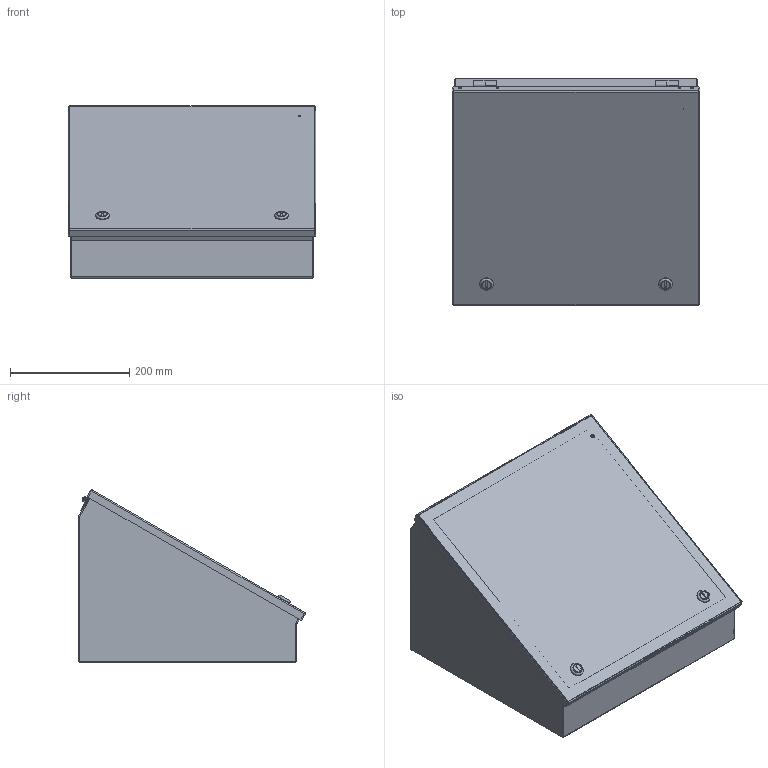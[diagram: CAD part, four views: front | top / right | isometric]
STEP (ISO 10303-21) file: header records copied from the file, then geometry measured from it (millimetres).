
FILE_DESCRIPTION( ( 'Unknown' ), '1' );
FILE_NAME( 'COTS161611.stp', 'Unknown', ( 'Unknown' ), ( 'Unknown' ), 'PSStep 16.0.42', 'Unknown', ' ' );
FILE_SCHEMA( ( 'AUTOMOTIVE_DESIGN { 1 0 10303 214 1 1 1 1 }' ) );
Length unit declared in the file: millimetre
Products named in the file (25): LOCK AVEC TOURNEVIS TYPE 4-12 SANS CAME-oa8; HOSING-oa0; INSERT POUR TOURNEVIS-oa1; NOIX DE FIXATION-oa2; Oring-oa3; Oring-oa4; SEAL BLANC-oa5; STOPPER DESSOUS-oa6; VIS DE RETENUE DE LA CAME-oa7; A16KS; CAME S; COTS161611_16GA_BOITIER; Penture S Inox - Matritech - GAUCHE_boitier; 0.250-20 x 0.500.AC_CKL 118-504-112; 10-32 x 0.500 AC_CD 201-008-772; COTS161611B_16GA; COTS16xx11ER_16GA; COTS16xx11EL_16GA; COTS161611_16GA_COUVERCLE; Penture S Inox - Matritech - GAUCHE_porte; COTS161611C_16GA; COTS161611_GASKET; Assem1; COTS161611BP-E_14GA; COTS161611BP-D_14GA
Assembly tree (35 placements, depth 5):
  Assem1
    COTS161611BP-E_14GA
    COTS161611BP-D_14GA
    COTS161611_16GA_BOITIER
      Penture S Inox - Matritech - GAUCHE_boitier  x2
      0.250-20 x 0.500.AC_CKL 118-504-112  x8
      10-32 x 0.500 AC_CD 201-008-772
      COTS161611B_16GA
      COTS16xx11ER_16GA
      COTS16xx11EL_16GA
    COTS161611_16GA_COUVERCLE
      Penture S Inox - Matritech - GAUCHE_porte  x2
      10-32 x 0.500 AC_CD 201-008-772
      COTS161611C_16GA
      COTS161611_GASKET
      A16KS  x2
        CAME S
        LOCK AVEC TOURNEVIS TYPE 4-12 SANS CAME-oa8
          HOSING-oa0
          INSERT POUR TOURNEVIS-oa1
          NOIX DE FIXATION-oa2
          Oring-oa3
          Oring-oa4
          SEAL BLANC-oa5
          STOPPER DESSOUS-oa6
          VIS DE RETENUE DE LA CAME-oa7
Bounding box: 414.38 x 379.47 x 288.84 mm (x, y, z)
Volume: 1552016.5 mm3; surface area: 1780091.7 mm2
Topology: 39 solids, 39 shells, 2321 faces, 5641 edges, 3664 vertices
Faces by surface type: plane 1412, cylinder 309, extrusion 280, bspline 196, torus 66, cone 52, sphere 6
Full cylindrical faces by diameter (mm): 0.508 x2, 0.794 x8, 3.023 x10, 3.162 x6, 3.175 x16, 3.302 x8, 4.293 x1, 4.775 x2, 4.826 x2, 5.105 x2, 5.563 x8, 6.096 x4, 6.35 x8, 6.502 x2, 6.985 x2, 9.525 x8, 9.881 x2, 10.084 x2, 11.176 x2, 11.862 x2, 12.192 x2, 12.827 x2, 15.748 x2, 15.799 x2, 17.462 x2, 22.86 x2
Entity records: 105104 total; most frequent: CARTESIAN_POINT 54134, ORIENTED_EDGE 8196, DIRECTION 5569, EDGE_CURVE 4098, VERTEX_POINT 2771, B_SPLINE_CURVE_WITH_KNOTS 2256, EDGE_LOOP 2195, VECTOR 1899
